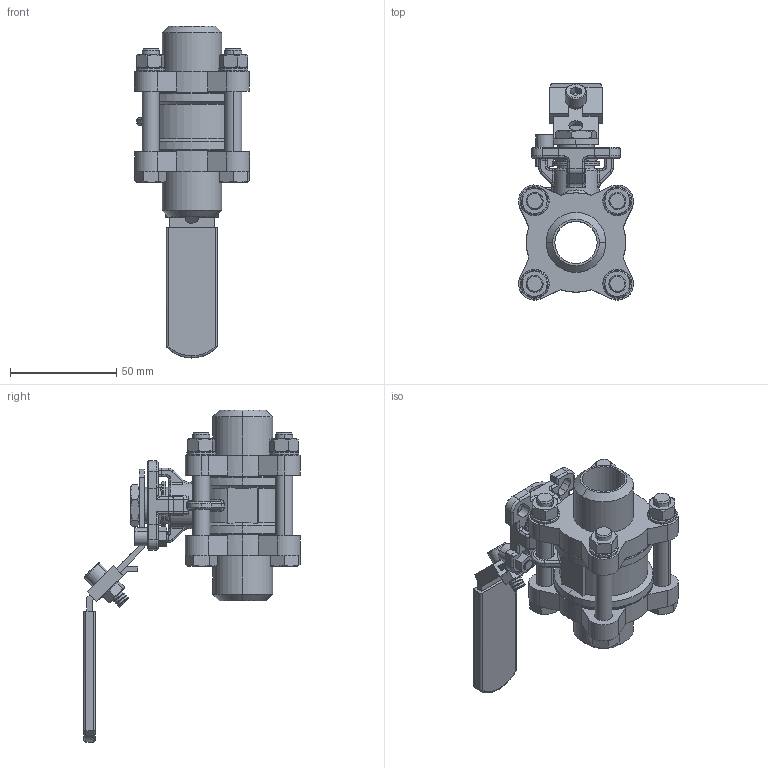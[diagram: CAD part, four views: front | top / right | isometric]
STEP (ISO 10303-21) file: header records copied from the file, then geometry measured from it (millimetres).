
FILE_DESCRIPTION (( 'STEP AP214' ), '1' );
FILE_NAME ('3700-06BW.STEP', '2017-06-21T03:37:01', ( 'rd3' ), ( '' ), 'SwSTEP 2.0', 'SolidWorks 2014', '' );
FILE_SCHEMA (( 'AUTOMOTIVE_DESIGN' ));
Length unit declared in the file: millimetre
Products named in the file (25): 307140-04; M6; 2D29-30; 307013-04; 37F130-04; 3T09-04; 3T10-04; 3T08-04; 1107-12; 35T606-06; 3T05-04; E5MM-M05; 1204-12; 001756S; 3503-06; 2D20-20; 305BR4-06; 0016W56S; 3071R1-06; 3118-04_3118-06; 3T17-04; 3700-06BW; 3T44-04; 3T15-F76S; 307-04
Assembly tree (38 placements, depth 3):
  3700-06BW
    3071R1-06
    305BR4-06  x2
    3503-06  x2
    1204-12
    3T05-04
    35T606-06  x2
    1107-12
    3T08-04
    3T10-04  x2
    3T09-04
    307-04
      37F130-04
      307013-04
      2D29-30
      M6
      307140-04
    3T15-F76S  x2
    3T44-04
    3T17-04
    3118-04_3118-06  x4
    0016W56S  x4
    2D20-20
    001756S  x4
    E5MM-M05
Bounding box: 54.23 x 101.99 x 156.5 mm (x, y, z)
Volume: 125953.1 mm3; surface area: 83544.3 mm2
Topology: 38 solids, 38 shells, 1103 faces, 2674 edges, 1638 vertices
Faces by surface type: cylinder 424, plane 374, cone 146, torus 94, bspline 57, sphere 8
Entity records: 36279 total; most frequent: CARTESIAN_POINT 16321, ORIENTED_EDGE 3956, DIRECTION 3919, EDGE_CURVE 1978, AXIS2_PLACEMENT_3D 1506, VERTEX_POINT 1213, VECTOR 907, LINE 907
